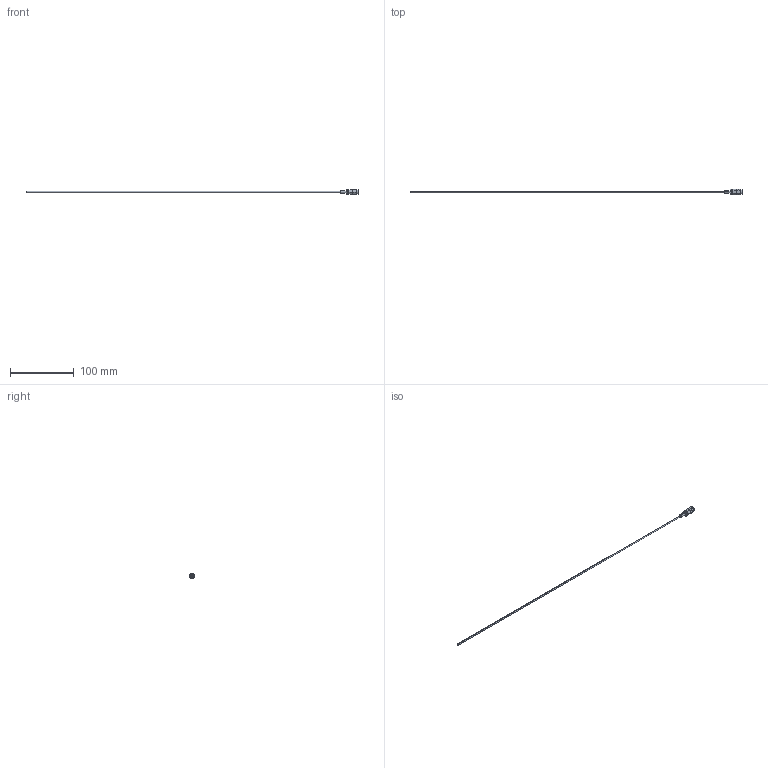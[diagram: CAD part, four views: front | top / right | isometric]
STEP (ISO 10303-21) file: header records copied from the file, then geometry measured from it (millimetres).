
FILE_DESCRIPTION (( 'STEP AP214' ), '1' );
FILE_NAME ('380-SMA-MX-500.STEP', '2016-10-04T09:06:53', ( 'allectra' ), ( 'Microsoft' ), 'SwSTEP 2.0', 'SolidWorks 2014', '' );
FILE_SCHEMA (( 'AUTOMOTIVE_DESIGN' ));
Length unit declared in the file: millimetre
Products named in the file (5): 245-CON-SMA-V2; 380-SMA-MX-500; 9311-KAP50_500mm; 9311-KAP50
Assembly tree (2 placements, depth 2):
  245-CON-SMA-V2
  380-SMA-MX-500
    245-CON-SMA-V2
    9311-KAP50_500mm
  9311-KAP50
Bounding box: 520.66 x 9 x 7.8 mm (x, y, z)
Volume: 2948.9 mm3; surface area: 4714.2 mm2
Topology: 4 solids, 4 shells, 72 faces, 178 edges, 122 vertices
Faces by surface type: plane 46, cylinder 24, cone 2
Entity records: 2473 total; most frequent: CARTESIAN_POINT 474, DIRECTION 358, ORIENTED_EDGE 356, EDGE_CURVE 178, AXIS2_PLACEMENT_3D 130, VERTEX_POINT 122, LINE 98, VECTOR 98
